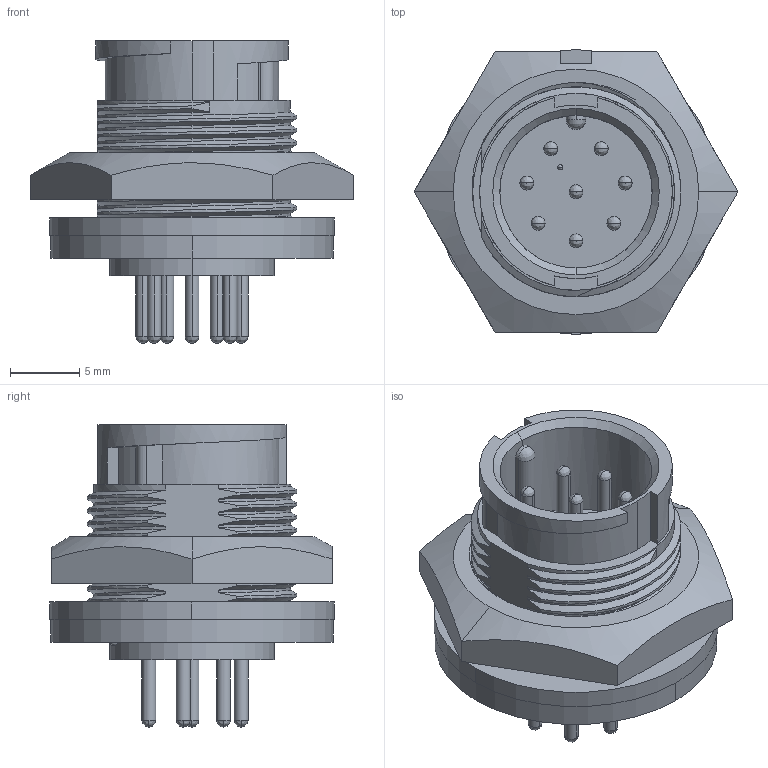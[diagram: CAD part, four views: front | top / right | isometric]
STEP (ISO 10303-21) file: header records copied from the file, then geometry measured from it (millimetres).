
FILE_DESCRIPTION (( 'STEP AP214' ), '1' );
FILE_NAME ('Switchcraft_7281-8PG-300.STEP', '2015-05-21T05:02:18', ( '' ), ( '' ), 'SwSTEP 2.0', 'SolidWorks 2014', '' );
FILE_SCHEMA (( 'AUTOMOTIVE_DESIGN' ));
Length unit declared in the file: inch
Products named in the file (1): Switchcraft_7281-8PG-300
Bounding box: 23.46 x 20.62 x 21.89 mm (x, y, z)
Volume: 2973.2 mm3; surface area: 3005.5 mm2
Topology: 2 solids, 2 shells, 213 faces, 560 edges, 368 vertices
Faces by surface type: cylinder 99, bspline 60, plane 50, cone 4
Entity records: 13387 total; most frequent: CARTESIAN_POINT 8671, ORIENTED_EDGE 1108, DIRECTION 849, EDGE_CURVE 554, VERTEX_POINT 368, AXIS2_PLACEMENT_3D 337, EDGE_LOOP 238, FACE_OUTER_BOUND 213
